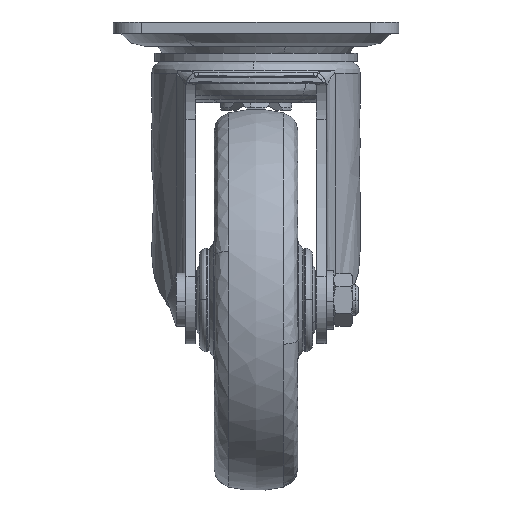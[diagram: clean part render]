
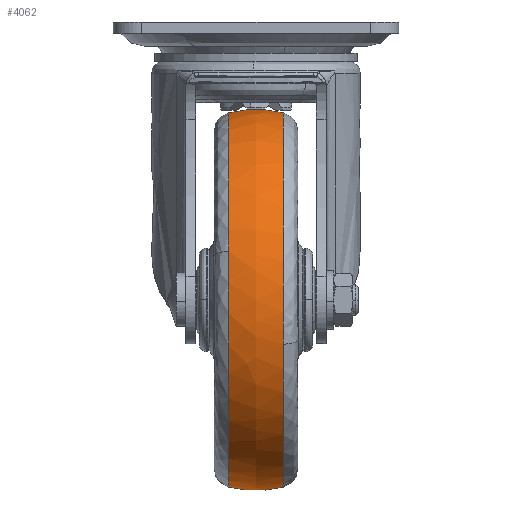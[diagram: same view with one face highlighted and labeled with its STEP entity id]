
A CAD part, left-side view. The second image highlights one B-rep face of the part: STEP entity #4062.
In plain terms, the highlighted free-form (B-spline) face has degree [2, 2] with [3, 7] control points.
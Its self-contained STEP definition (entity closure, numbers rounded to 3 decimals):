
#3840=CARTESIAN_POINT('',(-33.,7.2,-23.877));
#3841=VERTEX_POINT('',#3840);
#3872=CARTESIAN_POINT('',(-80.422,7.2,-60.186));
#3873=VERTEX_POINT('',#3872);
#3887=CARTESIAN_POINT('',(-33.,7.2,-23.877));
#3888=CARTESIAN_POINT('',(-70.611,7.2,-23.877));
#3889=CARTESIAN_POINT('',(-80.422,7.2,-60.186));
#3897=(BOUNDED_CURVE()B_SPLINE_CURVE(2,(#3887,#3888,#3889),.UNSPECIFIED.,.F.,.U.)B_SPLINE_CURVE_WITH_KNOTS((3,3),(0.5,0.706),.UNSPECIFIED.)CURVE()GEOMETRIC_REPRESENTATION_ITEM()RATIONAL_B_SPLINE_CURVE((1.0,0.759,0.914))REPRESENTATION_ITEM(''));
#3898=EDGE_CURVE('',#3841,#3873,#3897,.T.);
#3932=CARTESIAN_POINT('',(-33.,7.2,-122.123));
#3933=VERTEX_POINT('',#3932);
#3947=CARTESIAN_POINT('',(-80.422,7.2,-60.186));
#3948=CARTESIAN_POINT('',(-82.123,7.2,-66.48));
#3949=CARTESIAN_POINT('',(-82.123,7.2,-73.));
#3950=CARTESIAN_POINT('',(-82.123,7.2,-122.123));
#3951=CARTESIAN_POINT('',(-33.,7.2,-122.123));
#3959=(BOUNDED_CURVE()B_SPLINE_CURVE(2,(#3947,#3948,#3949,#3950,#3951),.UNSPECIFIED.,.F.,.U.)B_SPLINE_CURVE_WITH_KNOTS((3,2,3),(0.706,0.75,1.0),.UNSPECIFIED.)CURVE()GEOMETRIC_REPRESENTATION_ITEM()RATIONAL_B_SPLINE_CURVE((0.914,0.948,1.0,0.707,1.0))REPRESENTATION_ITEM(''));
#3960=EDGE_CURVE('',#3873,#3933,#3959,.T.);
#3969=CARTESIAN_POINT('',(-31.631,-7.895,-24.057));
#3970=CARTESIAN_POINT('',(-31.571,0.,-21.904));
#3971=CARTESIAN_POINT('',(-31.631,7.895,-24.057));
#3972=CARTESIAN_POINT('',(-32.311,-7.895,-24.057));
#3973=CARTESIAN_POINT('',(-32.281,0.,-21.904));
#3974=CARTESIAN_POINT('',(-32.311,7.895,-24.057));
#3975=CARTESIAN_POINT('',(-81.942,-7.895,-24.057));
#3976=CARTESIAN_POINT('',(-84.096,0.,-21.904));
#3977=CARTESIAN_POINT('',(-81.942,7.895,-24.057));
#3978=CARTESIAN_POINT('',(-81.942,-7.895,-73.));
#3979=CARTESIAN_POINT('',(-84.096,0.,-73.));
#3980=CARTESIAN_POINT('',(-81.942,7.895,-73.));
#3981=CARTESIAN_POINT('',(-81.942,-7.895,-121.942));
#3982=CARTESIAN_POINT('',(-84.096,0.,-124.096));
#3983=CARTESIAN_POINT('',(-81.942,7.895,-121.942));
#3984=CARTESIAN_POINT('',(-32.311,-7.895,-121.942));
#3985=CARTESIAN_POINT('',(-32.281,0.,-124.096));
#3986=CARTESIAN_POINT('',(-32.311,7.895,-121.942));
#3987=CARTESIAN_POINT('',(-31.631,-7.895,-121.942));
#3988=CARTESIAN_POINT('',(-31.571,0.,-124.096));
#3989=CARTESIAN_POINT('',(-31.631,7.895,-121.942));
#3997=(BOUNDED_SURFACE()B_SPLINE_SURFACE(2,2,((#3969,#3972,#3975,#3978,#3981,#3984,#3987),(#3970,#3973,#3976,#3979,#3982,#3985,#3988),(#3971,#3974,#3977,#3980,#3983,#3986,#3989)),.UNSPECIFIED.,.F.,.F.,.U.)B_SPLINE_SURFACE_WITH_KNOTS((3,3),(3,1,2,1,3),(0.0,16.074),(0.0,1.657,84.499,167.342,168.998),.UNSPECIFIED.)GEOMETRIC_REPRESENTATION_ITEM()RATIONAL_B_SPLINE_SURFACE(((0.886,0.881,0.619,0.875,0.619,0.881,0.886),(0.855,0.85,0.597,0.845,0.597,0.85,0.855),(0.886,0.881,0.619,0.875,0.619,0.881,0.886)))REPRESENTATION_ITEM('')SURFACE());
#3998=CARTESIAN_POINT('',(-33.,-7.2,-23.877));
#3999=VERTEX_POINT('',#3998);
#4000=CARTESIAN_POINT('',(-33.,-7.2,-23.877));
#4001=CARTESIAN_POINT('',(-33.,0.,-22.097));
#4002=CARTESIAN_POINT('',(-33.,7.2,-23.877));
#4010=(BOUNDED_CURVE()B_SPLINE_CURVE(2,(#4000,#4001,#4002),.UNSPECIFIED.,.F.,.U.)B_SPLINE_CURVE_WITH_KNOTS((3,3),(0.45,0.55),.UNSPECIFIED.)CURVE()GEOMETRIC_REPRESENTATION_ITEM()RATIONAL_B_SPLINE_CURVE((0.873,0.847,0.873))REPRESENTATION_ITEM(''));
#4011=EDGE_CURVE('',#3999,#3841,#4010,.T.);
#4012=ORIENTED_EDGE('',*,*,#4011,.T.);
#4013=ORIENTED_EDGE('',*,*,#3898,.T.);
#4014=ORIENTED_EDGE('',*,*,#3960,.T.);
#4015=CARTESIAN_POINT('',(-33.,-7.2,-122.123));
#4016=VERTEX_POINT('',#4015);
#4017=CARTESIAN_POINT('',(-33.,-7.2,-122.123));
#4018=CARTESIAN_POINT('',(-33.,0.,-123.903));
#4019=CARTESIAN_POINT('',(-33.,7.2,-122.123));
#4027=(BOUNDED_CURVE()B_SPLINE_CURVE(2,(#4017,#4018,#4019),.UNSPECIFIED.,.F.,.U.)B_SPLINE_CURVE_WITH_KNOTS((3,3),(0.45,0.55),.UNSPECIFIED.)CURVE()GEOMETRIC_REPRESENTATION_ITEM()RATIONAL_B_SPLINE_CURVE((0.873,0.847,0.873))REPRESENTATION_ITEM(''));
#4028=EDGE_CURVE('',#4016,#3933,#4027,.T.);
#4029=ORIENTED_EDGE('',*,*,#4028,.F.);
#4030=CARTESIAN_POINT('',(-80.729,-7.2,-84.617));
#4031=VERTEX_POINT('',#4030);
#4032=CARTESIAN_POINT('',(-80.729,-7.2,-84.617));
#4033=CARTESIAN_POINT('',(-71.6,-7.2,-122.123));
#4034=CARTESIAN_POINT('',(-33.,-7.2,-122.123));
#4042=(BOUNDED_CURVE()B_SPLINE_CURVE(2,(#4032,#4033,#4034),.UNSPECIFIED.,.F.,.U.)B_SPLINE_CURVE_WITH_KNOTS((3,3),(0.79,1.0),.UNSPECIFIED.)CURVE()GEOMETRIC_REPRESENTATION_ITEM()RATIONAL_B_SPLINE_CURVE((0.921,0.754,1.0))REPRESENTATION_ITEM(''));
#4043=EDGE_CURVE('',#4031,#4016,#4042,.T.);
#4044=ORIENTED_EDGE('',*,*,#4043,.F.);
#4045=CARTESIAN_POINT('',(-33.,-7.2,-23.877));
#4046=CARTESIAN_POINT('',(-82.123,-7.2,-23.877));
#4047=CARTESIAN_POINT('',(-82.123,-7.2,-73.));
#4048=CARTESIAN_POINT('',(-82.123,-7.2,-78.892));
#4049=CARTESIAN_POINT('',(-80.729,-7.2,-84.617));
#4057=(BOUNDED_CURVE()B_SPLINE_CURVE(2,(#4045,#4046,#4047,#4048,#4049),.UNSPECIFIED.,.F.,.U.)B_SPLINE_CURVE_WITH_KNOTS((3,2,3),(0.5,0.75,0.79),.UNSPECIFIED.)CURVE()GEOMETRIC_REPRESENTATION_ITEM()RATIONAL_B_SPLINE_CURVE((1.0,0.707,1.0,0.953,0.921))REPRESENTATION_ITEM(''));
#4058=EDGE_CURVE('',#3999,#4031,#4057,.T.);
#4059=ORIENTED_EDGE('',*,*,#4058,.F.);
#4060=EDGE_LOOP('',(#4012,#4013,#4014,#4029,#4044,#4059));
#4061=FACE_OUTER_BOUND('',#4060,.T.);
#4062=ADVANCED_FACE('',(#4061),#3997,.T.);
